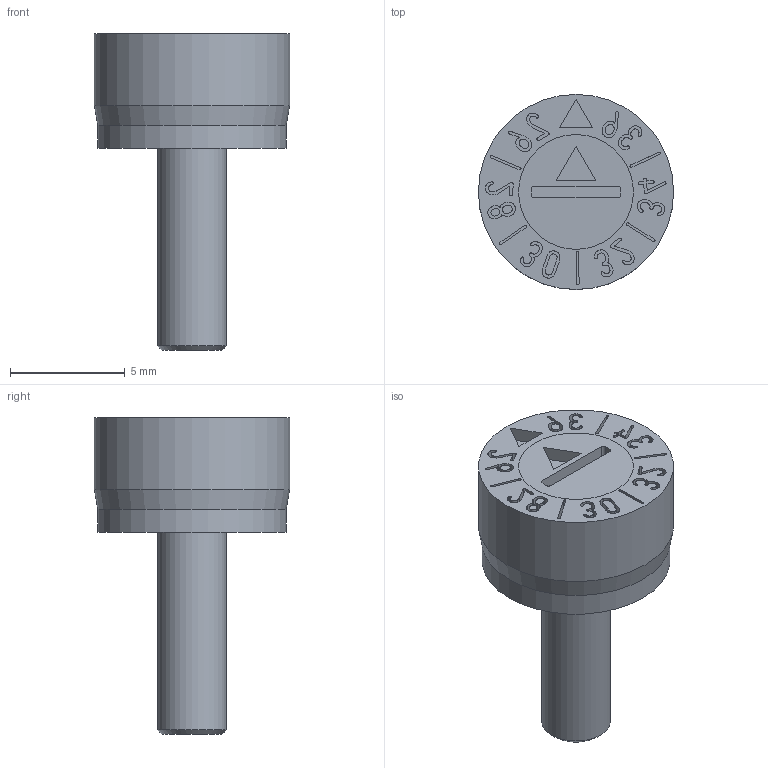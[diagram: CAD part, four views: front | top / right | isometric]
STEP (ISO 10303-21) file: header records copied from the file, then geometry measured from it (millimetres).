
FILE_DESCRIPTION(/* description */ (''),/* implementation_level */ '2;1');
FILE_NAME(/* name */ 'Dati-93900_FCC$12$Jahr+10.stp',/* time_stamp */ '2025-09-16T17:21:06+02:00',/* author */ ('olafg'),/* organization */ (''),/* preprocessor_version */ 'ST-DEVELOPER v20',/* originating_system */ 'Autodesk Inventor 2024',/* authorisation */ '');
FILE_SCHEMA (('AUTOMOTIVE_DESIGN { 1 0 10303 214 3 1 1 }'));
Length unit declared in the file: millimetre
Products named in the file (3): Zusammenbau FC9012; Gehäusering 12; Stelleinsatz 9012
Assembly tree (2 placements, depth 2):
  Zusammenbau FC9012
    Gehäusering 12
    Stelleinsatz 9012
Bounding box: 8.5 x 8.5 x 13.8 mm (x, y, z)
Volume: 330.7 mm3; surface area: 535 mm2
Topology: 2 solids, 2 shells, 355 faces, 965 edges, 643 vertices
Faces by surface type: bspline 210, plane 133, cylinder 10, cone 2
Full cylindrical faces by diameter (mm): 3 x2, 5 x2, 8.2 x1, 8.5 x1
Entity records: 12397 total; most frequent: CARTESIAN_POINT 4750, ORIENTED_EDGE 1930, EDGE_CURVE 965, DIRECTION 868, VERTEX_POINT 643, LINE 522, VECTOR 522, B_SPLINE_CURVE_WITH_KNOTS 420
